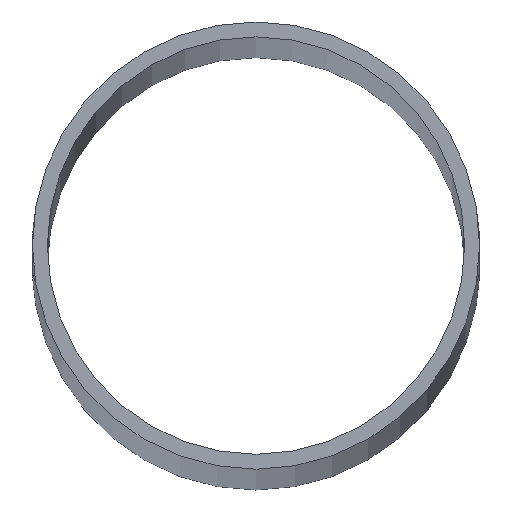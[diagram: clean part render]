
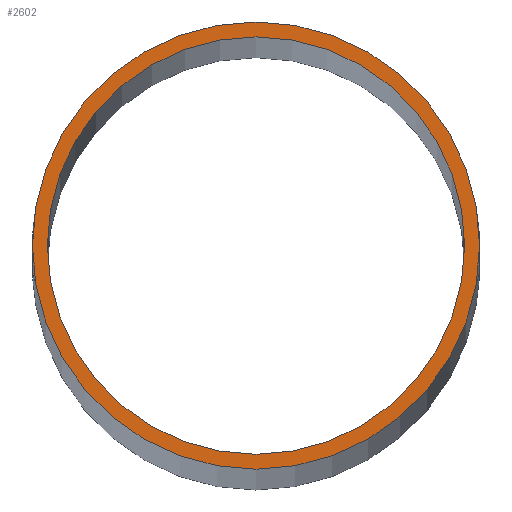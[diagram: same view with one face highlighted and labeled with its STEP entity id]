
A CAD part, top view. The second image highlights one B-rep face of the part: STEP entity #2602.
In plain terms, the highlighted planar face has unit normal (0, 0, 1).
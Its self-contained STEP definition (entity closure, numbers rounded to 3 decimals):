
#85 = DIRECTION ( 'NONE',  ( 1., 0., 0. ) ) ;
#86 = DIRECTION ( 'NONE',  ( 0., 0., 1. ) ) ;
#96 = CARTESIAN_POINT ( 'NONE',  ( 0., 0., 2400. ) ) ;
#155 = VERTEX_POINT ( 'NONE', #793 ) ;
#160 = VERTEX_POINT ( 'NONE', #804 ) ;
#170 = VERTEX_POINT ( 'NONE', #806 ) ;
#746 = CARTESIAN_POINT ( 'NONE',  ( 42., 0., 2400. ) ) ;
#766 = VERTEX_POINT ( 'NONE', #746 ) ;
#793 = CARTESIAN_POINT ( 'NONE',  ( -42., 0., 2400. ) ) ;
#804 = CARTESIAN_POINT ( 'NONE',  ( 45., 0., 2400. ) ) ;
#806 = CARTESIAN_POINT ( 'NONE',  ( -45., 0., 2400. ) ) ;
#810 = CIRCLE ( 'NONE', #2513, 45. ) ;
#864 = CIRCLE ( 'NONE', #2448, 42. ) ;
#914 = CIRCLE ( 'NONE', #2509, 42. ) ;
#982 = FACE_BOUND ( 'NONE', #1463, .T. ) ;
#988 = FACE_OUTER_BOUND ( 'NONE', #1486, .T. ) ;
#1001 = CIRCLE ( 'NONE', #2505, 45. ) ;
#1080 = DIRECTION ( 'NONE',  ( 1., 0., 0. ) ) ;
#1081 = DIRECTION ( 'NONE',  ( 0., 0., 1. ) ) ;
#1082 = PLANE ( 'NONE',  #2497 ) ;
#1083 = CARTESIAN_POINT ( 'NONE',  ( 0., 0., 2400. ) ) ;
#1297 = ORIENTED_EDGE ( 'NONE', *, *, #2525, .F. ) ;
#1298 = ORIENTED_EDGE ( 'NONE', *, *, #2574, .F. ) ;
#1304 = ORIENTED_EDGE ( 'NONE', *, *, #2519, .T. ) ;
#1305 = ORIENTED_EDGE ( 'NONE', *, *, #2586, .T. ) ;
#1463 = EDGE_LOOP ( 'NONE', ( #1298, #1297 ) ) ;
#1486 = EDGE_LOOP ( 'NONE', ( #1304, #1305 ) ) ;
#1684 = DIRECTION ( 'NONE',  ( 1., 0., 0. ) ) ;
#1685 = DIRECTION ( 'NONE',  ( 0., 0., 1. ) ) ;
#1688 = CARTESIAN_POINT ( 'NONE',  ( 0., 0., 2400. ) ) ;
#2012 = DIRECTION ( 'NONE',  ( 1., 0., 0. ) ) ;
#2038 = DIRECTION ( 'NONE',  ( 0., 0., 1. ) ) ;
#2049 = CARTESIAN_POINT ( 'NONE',  ( 0., 0., 2400. ) ) ;
#2231 = DIRECTION ( 'NONE',  ( 1., 0., 0. ) ) ;
#2302 = DIRECTION ( 'NONE',  ( 0., 0., 1. ) ) ;
#2412 = CARTESIAN_POINT ( 'NONE',  ( 0., 0., 2400. ) ) ;
#2448 = AXIS2_PLACEMENT_3D ( 'NONE', #1688, #1685, #1684 ) ;
#2497 = AXIS2_PLACEMENT_3D ( 'NONE', #1083, #1081, #1080 ) ;
#2505 = AXIS2_PLACEMENT_3D ( 'NONE', #2412, #2302, #2231 ) ;
#2509 = AXIS2_PLACEMENT_3D ( 'NONE', #2049, #2038, #2012 ) ;
#2513 = AXIS2_PLACEMENT_3D ( 'NONE', #96, #86, #85 ) ;
#2519 = EDGE_CURVE ( 'NONE', #170, #160, #810, .T. ) ;
#2525 = EDGE_CURVE ( 'NONE', #766, #155, #914, .T. ) ;
#2574 = EDGE_CURVE ( 'NONE', #155, #766, #864, .T. ) ;
#2586 = EDGE_CURVE ( 'NONE', #160, #170, #1001, .T. ) ;
#2602 = ADVANCED_FACE ( 'NONE', ( #988, #982 ), #1082, .T. ) ;
